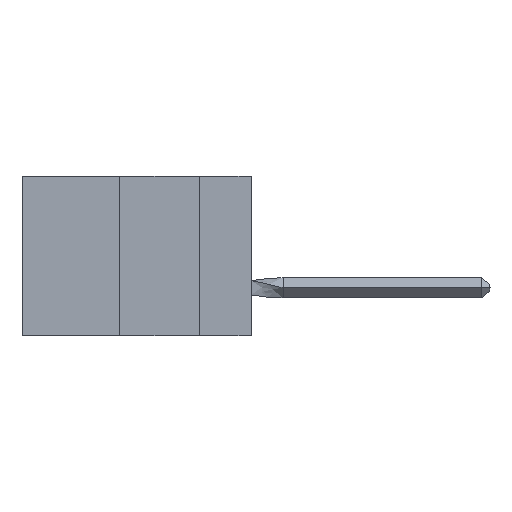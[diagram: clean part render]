
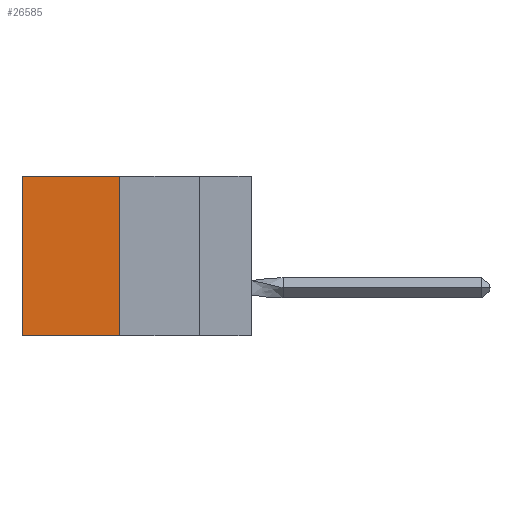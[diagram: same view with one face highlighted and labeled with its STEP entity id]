
A CAD part, left-side view. The second image highlights one B-rep face of the part: STEP entity #26585.
In plain terms, the highlighted planar face has unit normal (-1, 0, 0).
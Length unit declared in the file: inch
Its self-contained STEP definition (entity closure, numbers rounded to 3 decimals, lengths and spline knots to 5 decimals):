
#1166 = CARTESIAN_POINT ( 'NONE',  ( 0.305, 0.413, 0. ) ) ;
#1577 = VECTOR ( 'NONE', #21158, 39.37008 ) ;
#1949 = CARTESIAN_POINT ( 'NONE',  ( 0.305, 0.72, 0. ) ) ;
#2600 = VECTOR ( 'NONE', #3844, 39.37008 ) ;
#3844 = DIRECTION ( 'NONE',  ( 0., 0., -1. ) ) ;
#7100 = ORIENTED_EDGE ( 'NONE', *, *, #12011, .F. ) ;
#7797 = EDGE_CURVE ( 'NONE', #13736, #12710, #21347, .T. ) ;
#8120 = ORIENTED_EDGE ( 'NONE', *, *, #25067, .T. ) ;
#9624 = LINE ( 'NONE', #19025, #1577 ) ;
#9961 = ORIENTED_EDGE ( 'NONE', *, *, #15790, .F. ) ;
#10024 = CARTESIAN_POINT ( 'NONE',  ( 0.305, 0.413, -0.5 ) ) ;
#10059 = CARTESIAN_POINT ( 'NONE',  ( 0.305, 0.72, -0.5 ) ) ;
#10374 = LINE ( 'NONE', #16038, #21088 ) ;
#11419 = LINE ( 'NONE', #19754, #23102 ) ;
#11454 = CARTESIAN_POINT ( 'NONE',  ( 0.305, 0.413, -0.5 ) ) ;
#11856 = DIRECTION ( 'NONE',  ( 0., 1., 0. ) ) ;
#12011 = EDGE_CURVE ( 'NONE', #24465, #14419, #11419, .T. ) ;
#12710 = VERTEX_POINT ( 'NONE', #10059 ) ;
#13668 = DIRECTION ( 'NONE',  ( 1., 0., 0. ) ) ;
#13736 = VERTEX_POINT ( 'NONE', #1949 ) ;
#13764 = DIRECTION ( 'NONE',  ( 0., 0., -1. ) ) ;
#14419 = VERTEX_POINT ( 'NONE', #10024 ) ;
#15790 = EDGE_CURVE ( 'NONE', #14419, #12710, #10374, .T. ) ;
#16038 = CARTESIAN_POINT ( 'NONE',  ( 0.305, 0.413, -0.5 ) ) ;
#18654 = CARTESIAN_POINT ( 'NONE',  ( 0.305, 0.72, -0.5 ) ) ;
#19025 = CARTESIAN_POINT ( 'NONE',  ( 0.305, 0.413, 0. ) ) ;
#19754 = CARTESIAN_POINT ( 'NONE',  ( 0.305, 0.413, -0.5 ) ) ;
#20428 = FACE_OUTER_BOUND ( 'NONE', #22332, .T. ) ;
#20798 = AXIS2_PLACEMENT_3D ( 'NONE', #11454, #13668, #13764 ) ;
#21088 = VECTOR ( 'NONE', #11856, 39.37008 ) ;
#21158 = DIRECTION ( 'NONE',  ( 0., 1., 0. ) ) ;
#21347 = LINE ( 'NONE', #18654, #2600 ) ;
#22332 = EDGE_LOOP ( 'NONE', ( #27260, #9961, #7100, #8120 ) ) ;
#23102 = VECTOR ( 'NONE', #23992, 39.37008 ) ;
#23992 = DIRECTION ( 'NONE',  ( 0., 0., -1. ) ) ;
#24465 = VERTEX_POINT ( 'NONE', #1166 ) ;
#25067 = EDGE_CURVE ( 'NONE', #24465, #13736, #9624, .T. ) ;
#26549 = PLANE ( 'NONE',  #20798 ) ;
#26585 = ADVANCED_FACE ( 'NONE', ( #20428 ), #26549, .F. ) ;
#27260 = ORIENTED_EDGE ( 'NONE', *, *, #7797, .T. ) ;
